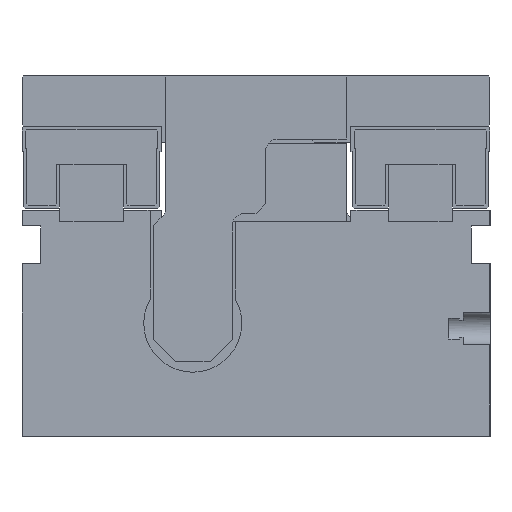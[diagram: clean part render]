
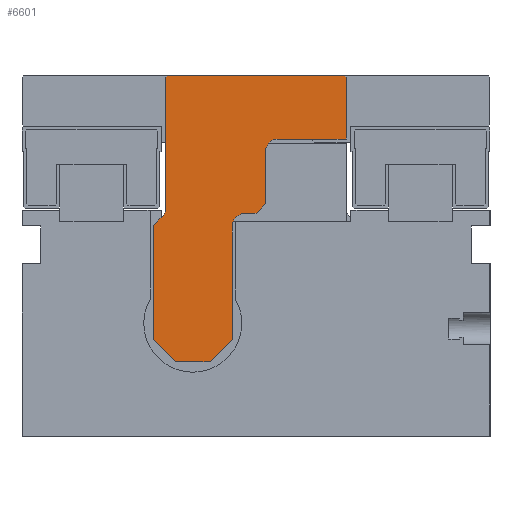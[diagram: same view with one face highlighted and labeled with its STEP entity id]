
A CAD part, left-side view. The second image highlights one B-rep face of the part: STEP entity #6601.
In plain terms, the highlighted face is planar.
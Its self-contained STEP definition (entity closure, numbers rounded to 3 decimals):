
#286=CIRCLE('',#7113,4.);
#288=CIRCLE('',#7119,4.);
#290=CIRCLE('',#7128,4.);
#637=FACE_OUTER_BOUND('',#1057,.T.);
#1057=EDGE_LOOP('',(#5956,#5957,#5958,#5959,#5960,#5961,#5962,#5963,#5964,
#5965,#5966,#5967,#5968,#5969,#5970,#5971,#5972,#5973));
#1812=LINE('',#10629,#2612);
#1815=LINE('',#10635,#2615);
#1818=LINE('',#10641,#2618);
#1822=LINE('',#10653,#2622);
#1825=LINE('',#10659,#2625);
#1828=LINE('',#10665,#2628);
#1831=LINE('',#10671,#2631);
#1834=LINE('',#10677,#2634);
#1837=LINE('',#10683,#2637);
#1841=LINE('',#10695,#2641);
#1844=LINE('',#10701,#2644);
#1847=LINE('',#10707,#2647);
#1850=LINE('',#10713,#2650);
#1853=LINE('',#10719,#2653);
#1856=LINE('',#10724,#2656);
#2612=VECTOR('',#8755,1000.);
#2615=VECTOR('',#8760,1000.);
#2618=VECTOR('',#8765,1000.);
#2622=VECTOR('',#8777,1000.);
#2625=VECTOR('',#8782,1000.);
#2628=VECTOR('',#8787,1000.);
#2631=VECTOR('',#8792,1000.);
#2634=VECTOR('',#8797,1000.);
#2637=VECTOR('',#8802,1000.);
#2641=VECTOR('',#8814,1000.);
#2644=VECTOR('',#8819,1000.);
#2647=VECTOR('',#8824,1000.);
#2650=VECTOR('',#8829,1000.);
#2653=VECTOR('',#8834,1000.);
#2656=VECTOR('',#8839,1000.);
#3241=VERTEX_POINT('',#10619);
#3242=VERTEX_POINT('',#10620);
#3245=VERTEX_POINT('',#10628);
#3247=VERTEX_POINT('',#10634);
#3249=VERTEX_POINT('',#10640);
#3251=VERTEX_POINT('',#10646);
#3253=VERTEX_POINT('',#10652);
#3255=VERTEX_POINT('',#10658);
#3257=VERTEX_POINT('',#10664);
#3259=VERTEX_POINT('',#10670);
#3261=VERTEX_POINT('',#10676);
#3263=VERTEX_POINT('',#10682);
#3265=VERTEX_POINT('',#10688);
#3267=VERTEX_POINT('',#10694);
#3269=VERTEX_POINT('',#10700);
#3271=VERTEX_POINT('',#10706);
#3273=VERTEX_POINT('',#10712);
#3275=VERTEX_POINT('',#10718);
#4122=EDGE_CURVE('',#3241,#3242,#286,.T.);
#4126=EDGE_CURVE('',#3245,#3241,#1812,.T.);
#4129=EDGE_CURVE('',#3247,#3245,#1815,.T.);
#4132=EDGE_CURVE('',#3249,#3247,#1818,.T.);
#4135=EDGE_CURVE('',#3251,#3249,#288,.T.);
#4138=EDGE_CURVE('',#3253,#3251,#1822,.T.);
#4141=EDGE_CURVE('',#3255,#3253,#1825,.T.);
#4144=EDGE_CURVE('',#3257,#3255,#1828,.T.);
#4147=EDGE_CURVE('',#3259,#3257,#1831,.T.);
#4150=EDGE_CURVE('',#3261,#3259,#1834,.T.);
#4153=EDGE_CURVE('',#3263,#3261,#1837,.T.);
#4156=EDGE_CURVE('',#3265,#3263,#290,.T.);
#4159=EDGE_CURVE('',#3267,#3265,#1841,.T.);
#4162=EDGE_CURVE('',#3269,#3267,#1844,.T.);
#4165=EDGE_CURVE('',#3271,#3269,#1847,.T.);
#4168=EDGE_CURVE('',#3273,#3271,#1850,.T.);
#4171=EDGE_CURVE('',#3275,#3273,#1853,.T.);
#4174=EDGE_CURVE('',#3242,#3275,#1856,.T.);
#5956=ORIENTED_EDGE('',*,*,#4122,.T.);
#5957=ORIENTED_EDGE('',*,*,#4174,.T.);
#5958=ORIENTED_EDGE('',*,*,#4171,.T.);
#5959=ORIENTED_EDGE('',*,*,#4168,.T.);
#5960=ORIENTED_EDGE('',*,*,#4165,.T.);
#5961=ORIENTED_EDGE('',*,*,#4162,.T.);
#5962=ORIENTED_EDGE('',*,*,#4159,.T.);
#5963=ORIENTED_EDGE('',*,*,#4156,.T.);
#5964=ORIENTED_EDGE('',*,*,#4153,.T.);
#5965=ORIENTED_EDGE('',*,*,#4150,.T.);
#5966=ORIENTED_EDGE('',*,*,#4147,.T.);
#5967=ORIENTED_EDGE('',*,*,#4144,.T.);
#5968=ORIENTED_EDGE('',*,*,#4141,.T.);
#5969=ORIENTED_EDGE('',*,*,#4138,.T.);
#5970=ORIENTED_EDGE('',*,*,#4135,.T.);
#5971=ORIENTED_EDGE('',*,*,#4132,.T.);
#5972=ORIENTED_EDGE('',*,*,#4129,.T.);
#5973=ORIENTED_EDGE('',*,*,#4126,.T.);
#6255=PLANE('',#7137);
#6601=ADVANCED_FACE('',(#637),#6255,.T.);
#7113=AXIS2_PLACEMENT_3D('',#10621,#8747,#8748);
#7119=AXIS2_PLACEMENT_3D('',#10647,#8770,#8771);
#7128=AXIS2_PLACEMENT_3D('',#10689,#8807,#8808);
#7137=AXIS2_PLACEMENT_3D('',#10727,#8843,#8844);
#8747=DIRECTION('center_axis',(-1.,0.,0.));
#8748=DIRECTION('ref_axis',(0.,0.,-1.));
#8755=DIRECTION('',(0.,1.,0.));
#8760=DIRECTION('',(0.,0.707,-0.707));
#8765=DIRECTION('',(0.,0.,-1.));
#8770=DIRECTION('center_axis',(-1.,0.,0.));
#8771=DIRECTION('ref_axis',(0.,0.,-1.));
#8777=DIRECTION('',(0.,1.,0.));
#8782=DIRECTION('',(0.,0.707,-0.707));
#8787=DIRECTION('',(0.,0.,-1.));
#8792=DIRECTION('',(0.,-0.707,-0.707));
#8797=DIRECTION('',(0.,-1.,0.));
#8802=DIRECTION('',(0.,-0.707,0.707));
#8807=DIRECTION('center_axis',(-1.,0.,0.));
#8808=DIRECTION('ref_axis',(0.,0.,-1.));
#8814=DIRECTION('',(0.,-1.,0.));
#8819=DIRECTION('',(0.,-0.707,0.707));
#8824=DIRECTION('',(0.,0.,1.));
#8829=DIRECTION('',(0.,0.707,0.707));
#8834=DIRECTION('',(0.,1.,0.));
#8839=DIRECTION('',(0.,0.,-1.));
#8843=DIRECTION('center_axis',(1.,0.,0.));
#8844=DIRECTION('ref_axis',(0.,0.,-1.));
#10619=CARTESIAN_POINT('',(0.,-24.,-3.));
#10620=CARTESIAN_POINT('',(0.,-20.,-7.));
#10621=CARTESIAN_POINT('Origin',(0.,-24.,-7.));
#10628=CARTESIAN_POINT('',(0.,-40.5,-3.));
#10629=CARTESIAN_POINT('',(0.,-24.,-3.));
#10634=CARTESIAN_POINT('',(0.,-43.5,0.));
#10635=CARTESIAN_POINT('',(0.,-40.5,-3.));
#10640=CARTESIAN_POINT('',(0.,-43.5,3.5));
#10641=CARTESIAN_POINT('',(0.,-43.5,3.5));
#10646=CARTESIAN_POINT('',(0.,-47.5,7.5));
#10647=CARTESIAN_POINT('Origin',(0.,-47.5,3.5));
#10652=CARTESIAN_POINT('',(0.,-83.5,7.5));
#10653=CARTESIAN_POINT('',(0.,-47.5,7.5));
#10658=CARTESIAN_POINT('',(0.,-90.5,14.5));
#10659=CARTESIAN_POINT('',(0.,-83.5,7.5));
#10664=CARTESIAN_POINT('',(0.,-90.5,25.5));
#10665=CARTESIAN_POINT('',(0.,-90.5,25.5));
#10670=CARTESIAN_POINT('',(0.,-83.5,32.5));
#10671=CARTESIAN_POINT('',(0.,-83.5,32.5));
#10676=CARTESIAN_POINT('',(0.,-47.355,32.5));
#10677=CARTESIAN_POINT('',(0.,-47.355,32.5));
#10682=CARTESIAN_POINT('',(0.,-44.526,29.672));
#10683=CARTESIAN_POINT('',(0.,-44.526,29.672));
#10688=CARTESIAN_POINT('',(0.,-41.698,28.5));
#10689=CARTESIAN_POINT('Origin',(0.,-41.698,32.5));
#10694=CARTESIAN_POINT('',(0.,-0.5,28.5));
#10695=CARTESIAN_POINT('',(0.,-0.5,28.5));
#10700=CARTESIAN_POINT('',(0.,0.,28.));
#10701=CARTESIAN_POINT('',(0.,-0.5,28.5));
#10706=CARTESIAN_POINT('',(0.,0.,-28.));
#10707=CARTESIAN_POINT('',(0.,0.,28.));
#10712=CARTESIAN_POINT('',(0.,-0.5,-28.5));
#10713=CARTESIAN_POINT('',(0.,-0.5,-28.5));
#10718=CARTESIAN_POINT('',(0.,-20.,-28.5));
#10719=CARTESIAN_POINT('',(0.,-0.5,-28.5));
#10724=CARTESIAN_POINT('',(0.,-20.,-7.));
#10727=CARTESIAN_POINT('Origin',(0.,-24.,-7.));
